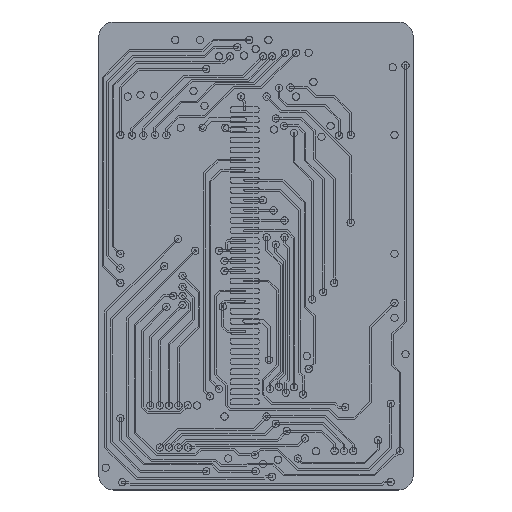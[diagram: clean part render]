
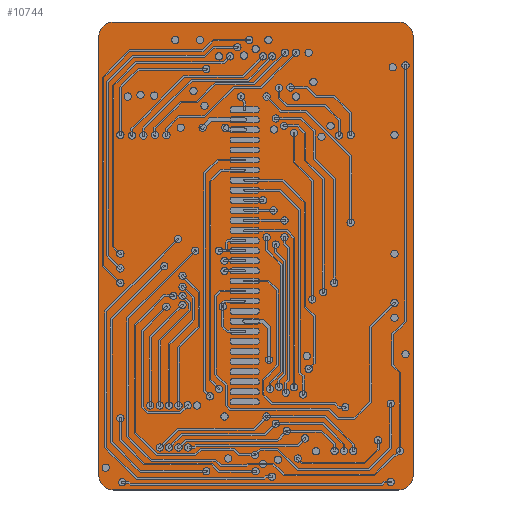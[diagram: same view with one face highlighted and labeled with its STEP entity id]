
A CAD part, top view. The second image highlights one B-rep face of the part: STEP entity #10744.
In plain terms, the highlighted planar face has unit normal (0, 0, 1).
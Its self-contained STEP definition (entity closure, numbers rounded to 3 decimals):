
#7378=FACE_OUTER_BOUND($,#8589,.F.);
#8589=EDGE_LOOP($,(#23899,#23900,#23901,#23902,#23903,#23904,#23905,#23906));
#9807=PLANE($,#20348);
#10744=ADVANCED_FACE($,(#7378),#9807,.T.);
#11955=VECTOR($,#40820,30.48);
#11956=VECTOR($,#40821,19.812);
#11957=VECTOR($,#40822,30.48);
#11958=VECTOR($,#40823,19.812);
#15628=LINE($,#48843,#11955);
#15629=LINE($,#48845,#11956);
#15630=LINE($,#48847,#11957);
#15631=LINE($,#48849,#11958);
#19301=CIRCLE($,#20344,1.016);
#19302=CIRCLE($,#20345,1.016);
#19303=CIRCLE($,#20346,1.016);
#19304=CIRCLE($,#20347,1.016);
#20344=AXIS2_PLACEMENT_3D($,#48851,#40817,$);
#20345=AXIS2_PLACEMENT_3D($,#48852,#40817,$);
#20346=AXIS2_PLACEMENT_3D($,#48853,#40817,$);
#20347=AXIS2_PLACEMENT_3D($,#48854,#40817,$);
#20348=AXIS2_PLACEMENT_3D($,#48843,#40817,$);
#23899=ORIENTED_EDGE($,*,*,#30535,.T.);
#23900=ORIENTED_EDGE($,*,*,#30536,.T.);
#23901=ORIENTED_EDGE($,*,*,#30537,.T.);
#23902=ORIENTED_EDGE($,*,*,#30538,.T.);
#23903=ORIENTED_EDGE($,*,*,#30539,.T.);
#23904=ORIENTED_EDGE($,*,*,#30540,.T.);
#23905=ORIENTED_EDGE($,*,*,#30541,.T.);
#23906=ORIENTED_EDGE($,*,*,#30542,.T.);
#30535=EDGE_CURVE($,#35357,#35358,#19301,.F.);
#30536=EDGE_CURVE($,#35358,#35359,#15628,.T.);
#30537=EDGE_CURVE($,#35359,#35360,#19302,.F.);
#30538=EDGE_CURVE($,#35360,#35361,#15629,.T.);
#30539=EDGE_CURVE($,#35361,#35362,#19303,.F.);
#30540=EDGE_CURVE($,#35362,#35363,#15630,.T.);
#30541=EDGE_CURVE($,#35363,#35364,#19304,.F.);
#30542=EDGE_CURVE($,#35364,#35357,#15631,.T.);
#35357=VERTEX_POINT($,#48842);
#35358=VERTEX_POINT($,#48843);
#35359=VERTEX_POINT($,#48844);
#35360=VERTEX_POINT($,#48845);
#35361=VERTEX_POINT($,#48846);
#35362=VERTEX_POINT($,#48847);
#35363=VERTEX_POINT($,#48848);
#35364=VERTEX_POINT($,#48849);
#40817=DIRECTION($,(0.,0.,1.));
#40820=DIRECTION($,(0.,1.,0.));
#40821=DIRECTION($,(1.,0.,0.));
#40822=DIRECTION($,(0.,-1.,0.));
#40823=DIRECTION($,(-1.,0.,0.));
#48842=CARTESIAN_POINT('',(217.195,107.417,0.));
#48843=CARTESIAN_POINT('',(216.179,108.433,0.));
#48844=CARTESIAN_POINT('',(216.179,138.913,0.));
#48845=CARTESIAN_POINT('',(217.195,139.929,0.));
#48846=CARTESIAN_POINT('',(237.007,139.929,0.));
#48847=CARTESIAN_POINT('',(238.023,138.913,0.));
#48848=CARTESIAN_POINT('',(238.023,108.433,0.));
#48849=CARTESIAN_POINT('',(237.007,107.417,0.));
#48851=CARTESIAN_POINT('',(217.195,108.433,0.));
#48852=CARTESIAN_POINT('',(217.195,138.913,0.));
#48853=CARTESIAN_POINT('',(237.007,138.913,0.));
#48854=CARTESIAN_POINT('',(237.007,108.433,0.));
